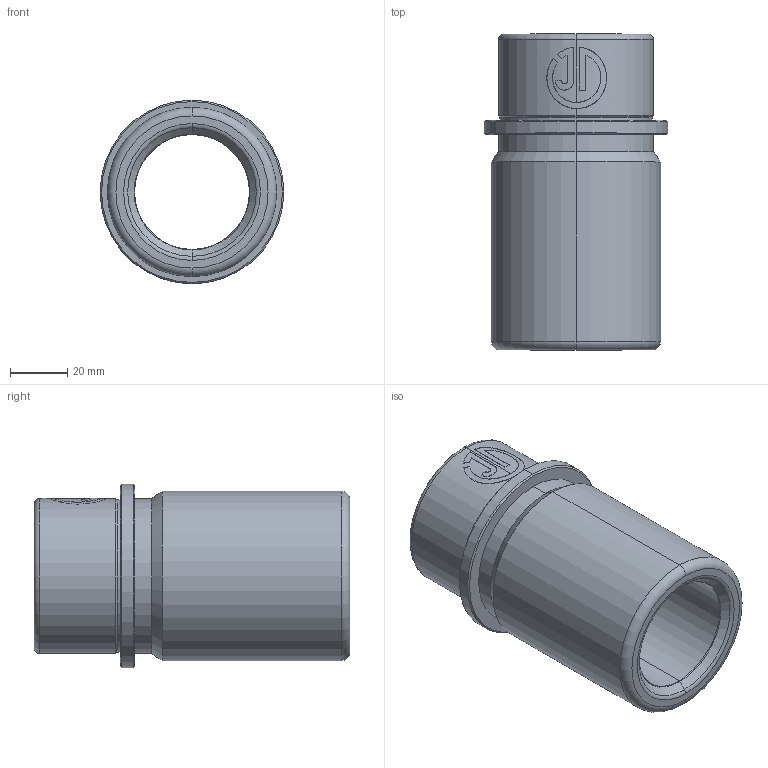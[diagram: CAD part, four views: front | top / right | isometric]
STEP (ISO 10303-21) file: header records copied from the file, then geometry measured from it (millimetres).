
FILE_DESCRIPTION (( 'STEP AP214' ), '1' );
FILE_NAME ('685QM-D32-L110.STEP', '2021-10-28T03:18:01', ( '' ), ( '' ), 'SwSTEP 2.0', 'SolidWorks 2016', '' );
FILE_SCHEMA (( 'AUTOMOTIVE_DESIGN' ));
Length unit declared in the file: millimetre
Products named in the file (2): 685QM-D32-L110
Bounding box: 64 x 110 x 64 mm (x, y, z)
Volume: 146599.1 mm3; surface area: 37444.6 mm2
Topology: 1 solids, 1 shells, 56 faces, 125 edges, 74 vertices
Faces by surface type: cylinder 14, cone 12, torus 12, plane 10, bspline 8
Entity records: 3146 total; most frequent: CARTESIAN_POINT 1889, DIRECTION 255, ORIENTED_EDGE 250, EDGE_CURVE 125, AXIS2_PLACEMENT_3D 110, VERTEX_POINT 74, EDGE_LOOP 61, CIRCLE 60
